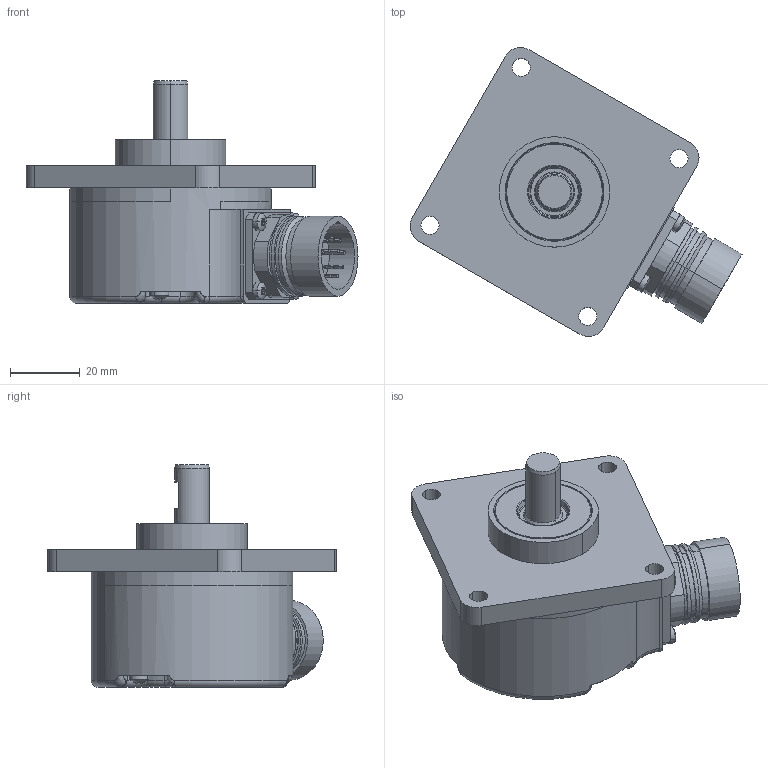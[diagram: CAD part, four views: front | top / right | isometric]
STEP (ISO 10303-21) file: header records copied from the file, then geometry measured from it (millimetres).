
FILE_DESCRIPTION((''),'2;1');
FILE_NAME('527611','2010-11-10T',('se2802'),(''),'PRO/ENGINEER BY PARAMETRIC TECHNOLOGY CORPORATION, 2010180','PRO/ENGINEER BY PARAMETRIC TECHNOLOGY CORPORATION, 2010180','');
FILE_SCHEMA(('CONFIG_CONTROL_DESIGN'));
Products named in the file (1): 527611
Bounding box: 95.44 x 83.08 x 64 mm (x, y, z)
Volume: 80486.9 mm3; surface area: 44462.7 mm2
Topology: 1 solids, 2 shells, 1507 faces, 4142 edges, 2693 vertices
Faces by surface type: cylinder 547, plane 483, extrusion 324, torus 75, cone 52, sphere 20, bspline 6
Entity records: 54146 total; most frequent: CARTESIAN_POINT 16107, ORIENTED_EDGE 8280, DIRECTION 7397, EDGE_CURVE 4140, AXIS2_PLACEMENT_3D 2704, VERTEX_POINT 2693, VECTOR 1989, LINE 1665
